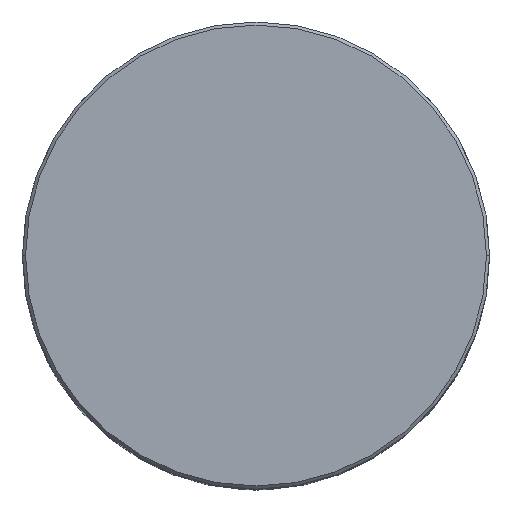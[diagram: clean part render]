
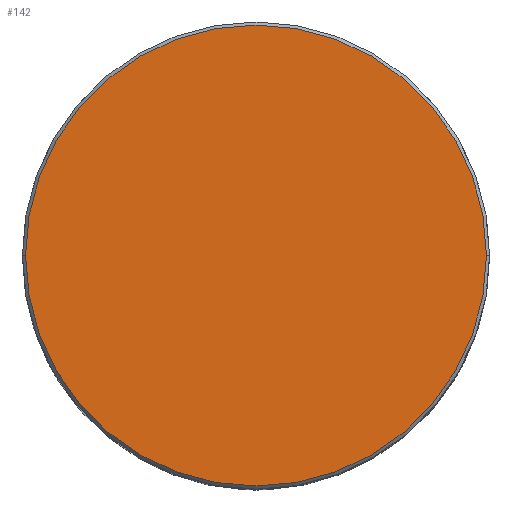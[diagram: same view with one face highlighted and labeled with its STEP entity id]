
A CAD part, top view. The second image highlights one B-rep face of the part: STEP entity #142.
In plain terms, the highlighted planar face has unit normal (0, 0, 1).
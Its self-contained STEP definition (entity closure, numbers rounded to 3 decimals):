
#53 = CARTESIAN_POINT ( 'NONE',  ( 0., 0., 0. ) ) ;
#88 = AXIS2_PLACEMENT_3D ( 'NONE', #53, #564, #724 ) ;
#96 = CARTESIAN_POINT ( 'NONE',  ( 0., 0., 0. ) ) ;
#119 = DIRECTION ( 'NONE',  ( 1., 0., 0. ) ) ;
#142 = ADVANCED_FACE ( 'NONE', ( #556 ), #162, .T. ) ;
#162 = PLANE ( 'NONE',  #1373 ) ;
#302 = CARTESIAN_POINT ( 'NONE',  ( 0., 0., 0. ) ) ;
#409 = CARTESIAN_POINT ( 'NONE',  ( -7.4, 0., 0. ) ) ;
#488 = CARTESIAN_POINT ( 'NONE',  ( 7.4, 0., 0. ) ) ;
#489 = DIRECTION ( 'NONE',  ( 0., 0., 1. ) ) ;
#541 = VERTEX_POINT ( 'NONE', #409 ) ;
#556 = FACE_OUTER_BOUND ( 'NONE', #1114, .T. ) ;
#564 = DIRECTION ( 'NONE',  ( 0., 0., 1. ) ) ;
#723 = CIRCLE ( 'NONE', #1170, 7.4 ) ;
#724 = DIRECTION ( 'NONE',  ( 1., 0., 0. ) ) ;
#818 = ORIENTED_EDGE ( 'NONE', *, *, #898, .T. ) ;
#828 = ORIENTED_EDGE ( 'NONE', *, *, #1597, .T. ) ;
#898 = EDGE_CURVE ( 'NONE', #541, #1257, #723, .T. ) ;
#1114 = EDGE_LOOP ( 'NONE', ( #818, #828 ) ) ;
#1170 = AXIS2_PLACEMENT_3D ( 'NONE', #96, #489, #119 ) ;
#1257 = VERTEX_POINT ( 'NONE', #488 ) ;
#1373 = AXIS2_PLACEMENT_3D ( 'NONE', #302, #1437, #1568 ) ;
#1437 = DIRECTION ( 'NONE',  ( 0., 0., 1. ) ) ;
#1515 = CIRCLE ( 'NONE', #88, 7.4 ) ;
#1568 = DIRECTION ( 'NONE',  ( 1., 0., 0. ) ) ;
#1597 = EDGE_CURVE ( 'NONE', #1257, #541, #1515, .T. ) ;
